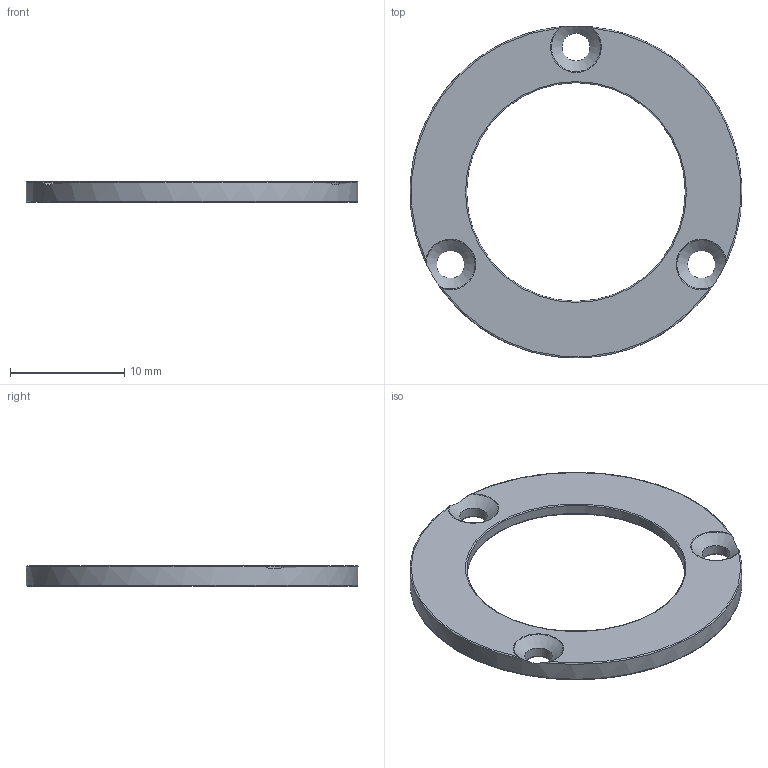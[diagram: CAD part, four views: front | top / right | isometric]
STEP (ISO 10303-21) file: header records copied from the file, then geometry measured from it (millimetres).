
FILE_DESCRIPTION(/* description */ ('STEP AP214'),/* implementation_level */ '2;1');
FILE_NAME(/* name */ '5ff8b9b6eb3cfb153eda3f22',/* time_stamp */ '2021-01-08T20:00:13+00:00',/* author */ (''),/* organization */ (''),/* preprocessor_version */ 'ST-DEVELOPER v18.1',/* originating_system */ ' ',/* authorisation */ ' ');
FILE_SCHEMA (('AUTOMOTIVE_DESIGN {1 0 10303 214 3 1 1}'));
Length unit declared in the file: metre
Products named in the file (1): id2
Bounding box: 29.1 x 29.11 x 1.79 mm (x, y, z)
Volume: 583.7 mm3; surface area: 1010.8 mm2
Topology: 1 solids, 1 shells, 26 faces, 69 edges, 43 vertices
Faces by surface type: torus 14, cylinder 6, plane 3, cone 3
Full cylindrical faces by diameter (mm): 2.438 x3, 19.164 x1, 21.463 x1, 29.108 x1
Entity records: 728 total; most frequent: CARTESIAN_POINT 158, DIRECTION 116, ORIENTED_EDGE 92, AXIS2_PLACEMENT_3D 58, EDGE_LOOP 49, FACE_BOUND 49, EDGE_CURVE 46, VERTEX_POINT 37
